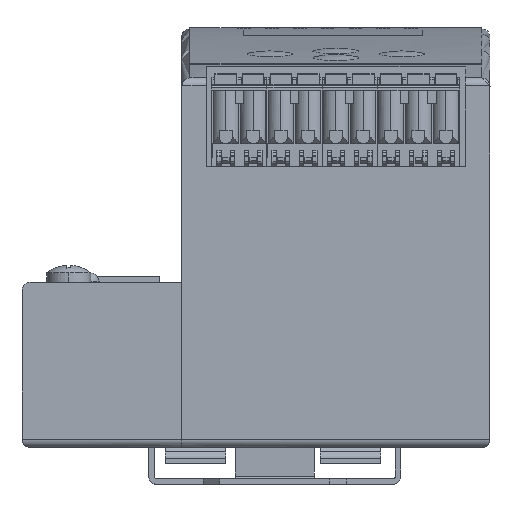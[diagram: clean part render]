
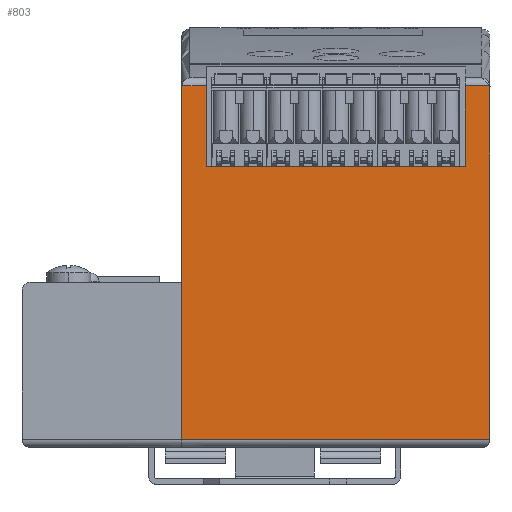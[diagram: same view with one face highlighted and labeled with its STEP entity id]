
A CAD part, front view. The second image highlights one B-rep face of the part: STEP entity #803.
In plain terms, the highlighted planar face has unit normal (0, -1, 0).
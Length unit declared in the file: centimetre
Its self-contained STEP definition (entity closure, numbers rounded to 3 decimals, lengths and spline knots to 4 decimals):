
#153=CARTESIAN_POINT('',(2.8,-6.05,0.15));
#174=DIRECTION('',(0.,0.,-1.));
#175=VECTOR('',#174,6.3983);
#176=CARTESIAN_POINT('',(2.8001,-6.05,6.5483));
#177=LINE('',#176,#175);
#237=DIRECTION('',(1.,0.,0.));
#238=VECTOR('',#237,0.4486);
#239=CARTESIAN_POINT('',(-2.7986,-6.05,6.5709));
#240=LINE('',#239,#238);
#294=DIRECTION('',(0.,0.,-1.));
#295=VECTOR('',#294,1.4709);
#296=CARTESIAN_POINT('',(-2.35,-6.05,6.5709));
#297=LINE('',#296,#295);
#323=DIRECTION('',(0.,0.,1.));
#324=VECTOR('',#323,1.4709);
#325=CARTESIAN_POINT('',(2.35,-6.05,5.1));
#326=LINE('',#325,#324);
#345=DIRECTION('',(1.,0.,0.));
#346=VECTOR('',#345,0.4486);
#347=CARTESIAN_POINT('',(2.35,-6.05,6.5709));
#348=LINE('',#347,#346);
#352=CARTESIAN_POINT('',(2.8001,-6.05,6.5483));
#353=CARTESIAN_POINT('',(2.8001,-6.05,6.5508));
#354=CARTESIAN_POINT('',(2.801,-6.05,6.5559));
#355=CARTESIAN_POINT('',(2.8003,-6.05,6.5635));
#356=CARTESIAN_POINT('',(2.799,-6.05,6.5684));
#357=CARTESIAN_POINT('',(2.7986,-6.05,6.5709));
#362=CARTESIAN_POINT('',(-2.7986,-6.05,6.5709));
#363=CARTESIAN_POINT('',(-2.799,-6.05,6.5684));
#364=CARTESIAN_POINT('',(-2.8003,-6.05,6.5635));
#365=CARTESIAN_POINT('',(-2.801,-6.05,6.5559));
#366=CARTESIAN_POINT('',(-2.8001,-6.05,6.5508));
#367=CARTESIAN_POINT('',(-2.8001,-6.05,6.5483));
#372=DIRECTION('',(1.,0.,0.));
#373=VECTOR('',#372,4.7);
#374=CARTESIAN_POINT('',(-2.35,-6.05,5.1));
#375=LINE('',#374,#373);
#379=DIRECTION('',(-1.,0.,0.));
#380=VECTOR('',#379,5.6);
#381=CARTESIAN_POINT('',(2.8,-6.05,0.15));
#382=LINE('',#381,#380);
#401=DIRECTION('',(0.,0.,1.));
#402=VECTOR('',#401,6.3983);
#403=CARTESIAN_POINT('',(-2.8,-6.05,0.15));
#404=LINE('',#403,#402);
#573=CARTESIAN_POINT('',(-2.8,-6.05,6.5483));
#574=VERTEX_POINT('',#573);
#575=VERTEX_POINT('',#362);
#578=CARTESIAN_POINT('',(-2.35,-6.05,6.5709));
#580=VERTEX_POINT('',#578);
#581=CARTESIAN_POINT('',(2.35,-6.05,6.5709));
#583=VERTEX_POINT('',#581);
#585=CARTESIAN_POINT('',(2.7986,-6.05,6.5709));
#586=VERTEX_POINT('',#585);
#589=VERTEX_POINT('',#352);
#591=CARTESIAN_POINT('',(-2.8,-6.05,0.15));
#593=VERTEX_POINT('',#591);
#597=VERTEX_POINT('',#153);
#598=CARTESIAN_POINT('',(-2.35,-6.05,5.1));
#599=VERTEX_POINT('',#598);
#604=CARTESIAN_POINT('',(2.35,-6.05,5.1));
#605=VERTEX_POINT('',#604);
#782=CARTESIAN_POINT('',(-2.8,-6.05,3.35));
#783=DIRECTION('',(0.,-1.,0.));
#784=DIRECTION('',(1.,0.,0.));
#785=AXIS2_PLACEMENT_3D('',#782,#783,#784);
#786=PLANE('',#785);
#787=ORIENTED_EDGE('',*,*,#712,.T.);
#788=ORIENTED_EDGE('',*,*,#733,.T.);
#790=ORIENTED_EDGE('',*,*,#789,.T.);
#791=ORIENTED_EDGE('',*,*,#759,.T.);
#792=ORIENTED_EDGE('',*,*,#777,.T.);
#793=ORIENTED_EDGE('',*,*,#673,.F.);
#794=ORIENTED_EDGE('',*,*,#658,.T.);
#796=ORIENTED_EDGE('',*,*,#795,.T.);
#798=ORIENTED_EDGE('',*,*,#797,.T.);
#800=ORIENTED_EDGE('',*,*,#799,.F.);
#801=EDGE_LOOP('',(#787,#788,#790,#791,#792,#793,#794,#796,#798,#800));
#802=FACE_OUTER_BOUND('',#801,.F.);
#803=ADVANCED_FACE('',(#802),#786,.T.);
#358=B_SPLINE_CURVE_WITH_KNOTS('',3,(#352,#353,#354,#355,#356,#357),
.UNSPECIFIED.,.F.,.F.,(4,1,1,4),(0.,0.3333,0.6667,1.),
.UNSPECIFIED.);
#368=B_SPLINE_CURVE_WITH_KNOTS('',3,(#362,#363,#364,#365,#366,#367),
.UNSPECIFIED.,.F.,.F.,(4,1,1,4),(0.,0.3333,0.6667,1.),
.UNSPECIFIED.);
#658=EDGE_CURVE('',#589,#597,#177,.T.);
#673=EDGE_CURVE('',#589,#586,#358,.T.);
#712=EDGE_CURVE('',#575,#580,#240,.T.);
#733=EDGE_CURVE('',#580,#599,#297,.T.);
#759=EDGE_CURVE('',#605,#583,#326,.T.);
#777=EDGE_CURVE('',#583,#586,#348,.T.);
#789=EDGE_CURVE('',#599,#605,#375,.T.);
#795=EDGE_CURVE('',#597,#593,#382,.T.);
#797=EDGE_CURVE('',#593,#574,#404,.T.);
#799=EDGE_CURVE('',#575,#574,#368,.T.);
